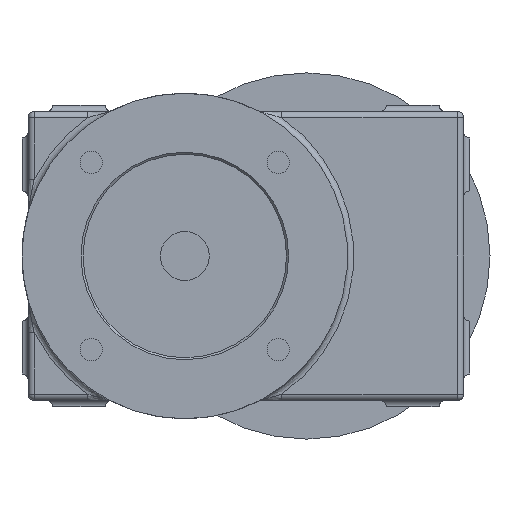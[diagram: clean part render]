
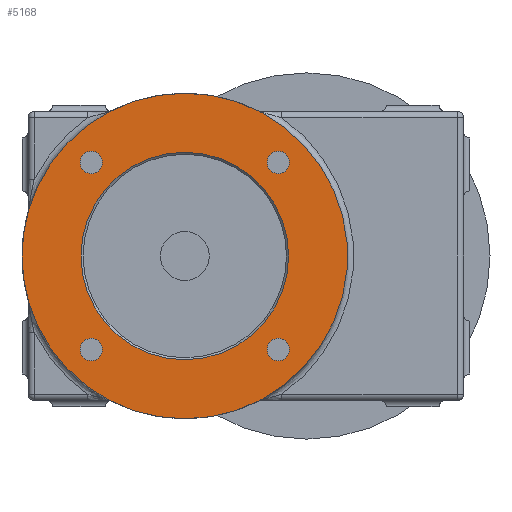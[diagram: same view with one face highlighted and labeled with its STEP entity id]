
A CAD part, left-side view. The second image highlights one B-rep face of the part: STEP entity #5168.
In plain terms, the highlighted planar face has unit normal (-1, 0, 0).
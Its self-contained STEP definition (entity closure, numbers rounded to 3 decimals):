
#3686=CARTESIAN_POINT('',(0.,38.442,-11.057));
#3687=VERTEX_POINT('',#3686);
#3808=CARTESIAN_POINT('',(0.,38.442,11.057));
#3809=VERTEX_POINT('',#3808);
#3874=CARTESIAN_POINT('',(0.,18.766,35.325));
#3875=VERTEX_POINT('',#3874);
#4271=CARTESIAN_POINT('',(0.,-18.766,35.325));
#4272=VERTEX_POINT('',#4271);
#4355=CARTESIAN_POINT('',(0.,-18.766,-35.325));
#4356=VERTEX_POINT('',#4355);
#4485=CARTESIAN_POINT('',(0.,18.766,-35.325));
#4486=VERTEX_POINT('',#4485);
#4576=CARTESIAN_POINT('',(0.,0.0,0.0));
#4577=DIRECTION('',(-1.0,0.0,0.0));
#4578=DIRECTION('',(0.0,1.0,0.0));
#4579=AXIS2_PLACEMENT_3D('',#4576,#4577,#4578);
#4580=CIRCLE('',#4579,40.0);
#4581=EDGE_CURVE('',#3875,#3809,#4580,.T.);
#4629=CARTESIAN_POINT('',(0.,0.0,0.0));
#4630=DIRECTION('',(-1.0,0.0,0.0));
#4631=DIRECTION('',(0.0,1.0,0.0));
#4632=AXIS2_PLACEMENT_3D('',#4629,#4630,#4631);
#4633=CIRCLE('',#4632,40.0);
#4634=EDGE_CURVE('',#3687,#4486,#4633,.T.);
#4647=CARTESIAN_POINT('',(0.,0.0,0.0));
#4648=DIRECTION('',(-1.0,0.0,0.0));
#4649=DIRECTION('',(0.0,1.0,0.0));
#4650=AXIS2_PLACEMENT_3D('',#4647,#4648,#4649);
#4651=CIRCLE('',#4650,40.0);
#4652=EDGE_CURVE('',#3809,#3687,#4651,.T.);
#4667=CARTESIAN_POINT('',(0.,0.0,0.0));
#4668=DIRECTION('',(-1.0,0.0,0.0));
#4669=DIRECTION('',(0.0,1.0,0.0));
#4670=AXIS2_PLACEMENT_3D('',#4667,#4668,#4669);
#4671=CIRCLE('',#4670,40.0);
#4672=EDGE_CURVE('',#4486,#4356,#4671,.T.);
#4687=CARTESIAN_POINT('',(0.,0.0,0.0));
#4688=DIRECTION('',(-1.0,0.0,0.0));
#4689=DIRECTION('',(0.0,1.0,0.0));
#4690=AXIS2_PLACEMENT_3D('',#4687,#4688,#4689);
#4691=CIRCLE('',#4690,40.0);
#4692=EDGE_CURVE('',#4272,#3875,#4691,.T.);
#4733=CARTESIAN_POINT('',(0.,0.0,0.0));
#4734=DIRECTION('',(-1.0,0.0,0.0));
#4735=DIRECTION('',(0.0,1.0,0.0));
#4736=AXIS2_PLACEMENT_3D('',#4733,#4734,#4735);
#4737=CIRCLE('',#4736,40.0);
#4738=EDGE_CURVE('',#4356,#4272,#4737,.T.);
#5076=CARTESIAN_POINT('',(0.,25.5,0.));
#5077=VERTEX_POINT('',#5076);
#5078=CARTESIAN_POINT('',(0.,0.0,0.0));
#5079=DIRECTION('',(-1.0,0.0,0.0));
#5080=DIRECTION('',(0.0,-1.0,0.0));
#5081=AXIS2_PLACEMENT_3D('',#5078,#5079,#5080);
#5082=CIRCLE('',#5081,25.5);
#5083=EDGE_CURVE('',#5077,#5077,#5082,.T.);
#5108=CARTESIAN_POINT('',(0.,12.5,0.0));
#5109=DIRECTION('',(-1.0,0.0,0.0));
#5110=DIRECTION('',(0.0,0.0,1.0));
#5111=AXIS2_PLACEMENT_3D('',#5108,#5109,#5110);
#5112=PLANE('',#5111);
#5113=ORIENTED_EDGE('',*,*,#4692,.T.);
#5114=ORIENTED_EDGE('',*,*,#4581,.T.);
#5115=ORIENTED_EDGE('',*,*,#4652,.T.);
#5116=ORIENTED_EDGE('',*,*,#4634,.T.);
#5117=ORIENTED_EDGE('',*,*,#4672,.T.);
#5118=ORIENTED_EDGE('',*,*,#4738,.T.);
#5119=EDGE_LOOP('',(#5113,#5114,#5115,#5116,#5117,#5118));
#5120=FACE_OUTER_BOUND('',#5119,.T.);
#5121=CARTESIAN_POINT('',(0.,22.981,25.731));
#5122=VERTEX_POINT('',#5121);
#5123=CARTESIAN_POINT('',(0.,22.981,22.981));
#5124=DIRECTION('',(1.0,0.0,0.0));
#5125=DIRECTION('',(0.0,0.0,1.0));
#5126=AXIS2_PLACEMENT_3D('',#5123,#5124,#5125);
#5127=CIRCLE('',#5126,2.75);
#5128=EDGE_CURVE('',#5122,#5122,#5127,.T.);
#5129=ORIENTED_EDGE('',*,*,#5128,.T.);
#5130=EDGE_LOOP('',(#5129));
#5131=FACE_BOUND('',#5130,.T.);
#5132=CARTESIAN_POINT('',(0.,22.981,-20.231));
#5133=VERTEX_POINT('',#5132);
#5134=CARTESIAN_POINT('',(0.,22.981,-22.981));
#5135=DIRECTION('',(1.0,0.0,0.0));
#5136=DIRECTION('',(0.0,0.0,1.0));
#5137=AXIS2_PLACEMENT_3D('',#5134,#5135,#5136);
#5138=CIRCLE('',#5137,2.75);
#5139=EDGE_CURVE('',#5133,#5133,#5138,.T.);
#5140=ORIENTED_EDGE('',*,*,#5139,.T.);
#5141=EDGE_LOOP('',(#5140));
#5142=FACE_BOUND('',#5141,.T.);
#5143=CARTESIAN_POINT('',(0.,-22.981,-20.231));
#5144=VERTEX_POINT('',#5143);
#5145=CARTESIAN_POINT('',(0.,-22.981,-22.981));
#5146=DIRECTION('',(1.0,0.0,0.0));
#5147=DIRECTION('',(0.0,0.0,1.0));
#5148=AXIS2_PLACEMENT_3D('',#5145,#5146,#5147);
#5149=CIRCLE('',#5148,2.75);
#5150=EDGE_CURVE('',#5144,#5144,#5149,.T.);
#5151=ORIENTED_EDGE('',*,*,#5150,.T.);
#5152=EDGE_LOOP('',(#5151));
#5153=FACE_BOUND('',#5152,.T.);
#5154=CARTESIAN_POINT('',(0.,-22.981,25.731));
#5155=VERTEX_POINT('',#5154);
#5156=CARTESIAN_POINT('',(0.,-22.981,22.981));
#5157=DIRECTION('',(1.0,0.0,0.0));
#5158=DIRECTION('',(0.0,0.0,1.0));
#5159=AXIS2_PLACEMENT_3D('',#5156,#5157,#5158);
#5160=CIRCLE('',#5159,2.75);
#5161=EDGE_CURVE('',#5155,#5155,#5160,.T.);
#5162=ORIENTED_EDGE('',*,*,#5161,.T.);
#5163=EDGE_LOOP('',(#5162));
#5164=FACE_BOUND('',#5163,.T.);
#5165=ORIENTED_EDGE('',*,*,#5083,.F.);
#5166=EDGE_LOOP('',(#5165));
#5167=FACE_BOUND('',#5166,.T.);
#5168=ADVANCED_FACE('',(#5120,#5131,#5142,#5153,#5164,#5167),#5112,.T.);
